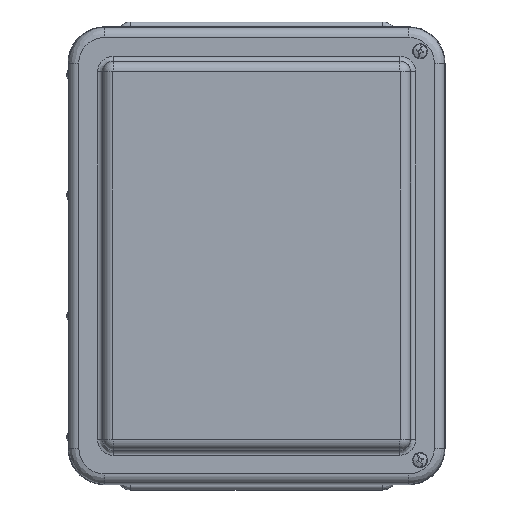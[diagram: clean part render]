
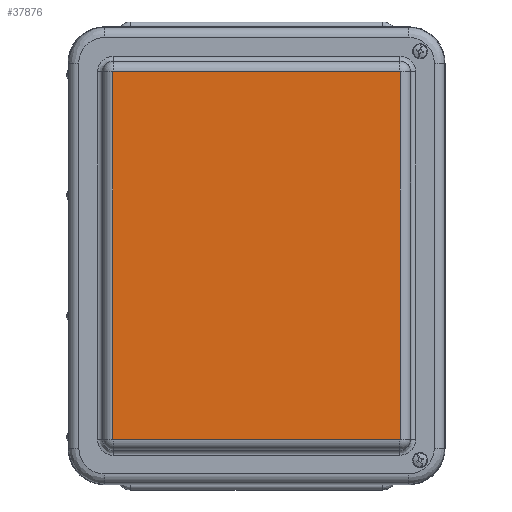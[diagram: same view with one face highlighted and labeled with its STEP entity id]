
A CAD part, top view. The second image highlights one B-rep face of the part: STEP entity #37876.
In plain terms, the highlighted planar face has unit normal (0, 0, 1).
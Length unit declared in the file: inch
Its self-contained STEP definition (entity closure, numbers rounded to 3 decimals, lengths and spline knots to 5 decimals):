
#138 = LINE ( 'NONE', #21182, #5999 ) ;
#144 = EDGE_CURVE ( 'NONE', #32325, #12534, #4586, .T. ) ;
#1040 = EDGE_CURVE ( 'NONE', #2635, #19338, #22873, .T. ) ;
#1155 = VERTEX_POINT ( 'NONE', #21618 ) ;
#1817 = DIRECTION ( 'NONE',  ( 0., -1., 0. ) ) ;
#2171 = EDGE_CURVE ( 'NONE', #36490, #37557, #35588, .T. ) ;
#2184 = FACE_OUTER_BOUND ( 'NONE', #24946, .T. ) ;
#2201 = DIRECTION ( 'NONE',  ( 0., 1., 0. ) ) ;
#2635 = VERTEX_POINT ( 'NONE', #13160 ) ;
#3316 = VECTOR ( 'NONE', #38275, 39.37008 ) ;
#4586 = B_SPLINE_CURVE_WITH_KNOTS ( 'NONE', 3,
 ( #26877, #35552, #16945, #29764, #26499, #11069 ),
 .UNSPECIFIED., .F., .F.,
 ( 4, 2, 4 ),
 ( 0., 0.5, 1. ),
 .UNSPECIFIED. ) ;
#4704 = ORIENTED_EDGE ( 'NONE', *, *, #24172, .T. ) ;
#4965 = CARTESIAN_POINT ( 'NONE',  ( -3.56628, 0., 1.04881 ) ) ;
#5999 = VECTOR ( 'NONE', #24233, 39.37008 ) ;
#6957 = CARTESIAN_POINT ( 'NONE',  ( -3.56628, 4.5697, 1.04881 ) ) ;
#7093 = CARTESIAN_POINT ( 'NONE',  ( -3.56314, 4.57283, 1.04881 ) ) ;
#7635 = ORIENTED_EDGE ( 'NONE', *, *, #32631, .T. ) ;
#10464 = ORIENTED_EDGE ( 'NONE', *, *, #1040, .T. ) ;
#11069 = CARTESIAN_POINT ( 'NONE',  ( 3.56304, 4.57283, 1.04881 ) ) ;
#11848 = CARTESIAN_POINT ( 'NONE',  ( 3.56423, -4.57283, 1.04881 ) ) ;
#12534 = VERTEX_POINT ( 'NONE', #39836 ) ;
#13160 = CARTESIAN_POINT ( 'NONE',  ( -3.56628, -4.5685, 1.04881 ) ) ;
#13342 = CARTESIAN_POINT ( 'NONE',  ( -3.56628, 4.5685, 1.04881 ) ) ;
#14104 = ORIENTED_EDGE ( 'NONE', *, *, #144, .T. ) ;
#14513 = ORIENTED_EDGE ( 'NONE', *, *, #18942, .T. ) ;
#15371 = CARTESIAN_POINT ( 'NONE',  ( -3.56196, -4.57283, 1.04881 ) ) ;
#15506 = CARTESIAN_POINT ( 'NONE',  ( -3.56585, -4.57071, 1.04881 ) ) ;
#16945 = CARTESIAN_POINT ( 'NONE',  ( 3.56694, 4.57071, 1.04881 ) ) ;
#18066 = VERTEX_POINT ( 'NONE', #31861 ) ;
#18170 = B_SPLINE_CURVE_WITH_KNOTS ( 'NONE', 3,
 ( #39721, #11848, #30268, #27265, #33327, #21103 ),
 .UNSPECIFIED., .F., .F.,
 ( 4, 2, 4 ),
 ( 0., 0.5, 1. ),
 .UNSPECIFIED. ) ;
#18942 = EDGE_CURVE ( 'NONE', #12534, #36490, #138, .T. ) ;
#19338 = VERTEX_POINT ( 'NONE', #38557 ) ;
#19801 = AXIS2_PLACEMENT_3D ( 'NONE', #24760, #21985, #21857 ) ;
#21103 = CARTESIAN_POINT ( 'NONE',  ( 3.56737, -4.5685, 1.04881 ) ) ;
#21182 = CARTESIAN_POINT ( 'NONE',  ( 0.00054, 4.57283, 1.04881 ) ) ;
#21618 = CARTESIAN_POINT ( 'NONE',  ( 3.56304, -4.57283, 1.04881 ) ) ;
#21857 = DIRECTION ( 'NONE',  ( 1., 0., 0. ) ) ;
#21985 = DIRECTION ( 'NONE',  ( 0., 0., 1. ) ) ;
#22355 = EDGE_CURVE ( 'NONE', #19338, #1155, #28200, .T. ) ;
#22695 = CARTESIAN_POINT ( 'NONE',  ( 0.00054, -4.57283, 1.04881 ) ) ;
#22821 = ORIENTED_EDGE ( 'NONE', *, *, #2171, .T. ) ;
#22873 = B_SPLINE_CURVE_WITH_KNOTS ( 'NONE', 3,
 ( #28321, #40357, #15506, #24924, #37237, #15371 ),
 .UNSPECIFIED., .F., .F.,
 ( 4, 2, 4 ),
 ( 0., 0.5, 1. ),
 .UNSPECIFIED. ) ;
#23074 = CARTESIAN_POINT ( 'NONE',  ( 3.56737, 4.5685, 1.04881 ) ) ;
#24172 = EDGE_CURVE ( 'NONE', #18066, #32325, #25026, .T. ) ;
#24233 = DIRECTION ( 'NONE',  ( -1., 0., 0. ) ) ;
#24331 = ORIENTED_EDGE ( 'NONE', *, *, #22355, .T. ) ;
#24760 = CARTESIAN_POINT ( 'NONE',  ( 0.00054, 0., 1.04881 ) ) ;
#24924 = CARTESIAN_POINT ( 'NONE',  ( -3.56418, -4.5724, 1.04881 ) ) ;
#24946 = EDGE_LOOP ( 'NONE', ( #10464, #24331, #7635, #4704, #14104, #14513, #22821, #30609 ) ) ;
#25026 = LINE ( 'NONE', #33086, #31336 ) ;
#25754 = LINE ( 'NONE', #4965, #26720 ) ;
#26499 = CARTESIAN_POINT ( 'NONE',  ( 3.56424, 4.57283, 1.04881 ) ) ;
#26513 = CARTESIAN_POINT ( 'NONE',  ( -3.56196, 4.57283, 1.04881 ) ) ;
#26720 = VECTOR ( 'NONE', #1817, 39.37008 ) ;
#26877 = CARTESIAN_POINT ( 'NONE',  ( 3.56737, 4.5685, 1.04881 ) ) ;
#27265 = CARTESIAN_POINT ( 'NONE',  ( 3.56694, -4.57072, 1.04881 ) ) ;
#28200 = LINE ( 'NONE', #22695, #3316 ) ;
#28321 = CARTESIAN_POINT ( 'NONE',  ( -3.56628, -4.5685, 1.04881 ) ) ;
#28898 = CARTESIAN_POINT ( 'NONE',  ( -3.56586, 4.57072, 1.04881 ) ) ;
#29764 = CARTESIAN_POINT ( 'NONE',  ( 3.56526, 4.5724, 1.04881 ) ) ;
#30268 = CARTESIAN_POINT ( 'NONE',  ( 3.56526, -4.5724, 1.04881 ) ) ;
#30609 = ORIENTED_EDGE ( 'NONE', *, *, #38656, .T. ) ;
#31336 = VECTOR ( 'NONE', #2201, 39.37008 ) ;
#31861 = CARTESIAN_POINT ( 'NONE',  ( 3.56737, -4.5685, 1.04881 ) ) ;
#31998 = CARTESIAN_POINT ( 'NONE',  ( -3.56196, 4.57283, 1.04881 ) ) ;
#32325 = VERTEX_POINT ( 'NONE', #23074 ) ;
#32631 = EDGE_CURVE ( 'NONE', #1155, #18066, #18170, .T. ) ;
#33086 = CARTESIAN_POINT ( 'NONE',  ( 3.56737, 0., 1.04881 ) ) ;
#33327 = CARTESIAN_POINT ( 'NONE',  ( 3.56737, -4.5697, 1.04881 ) ) ;
#34213 = PLANE ( 'NONE',  #19801 ) ;
#35108 = CARTESIAN_POINT ( 'NONE',  ( -3.56417, 4.5724, 1.04881 ) ) ;
#35552 = CARTESIAN_POINT ( 'NONE',  ( 3.56737, 4.56969, 1.04881 ) ) ;
#35588 = B_SPLINE_CURVE_WITH_KNOTS ( 'NONE', 3,
 ( #31998, #7093, #35108, #28898, #6957, #13342 ),
 .UNSPECIFIED., .F., .F.,
 ( 4, 2, 4 ),
 ( 0., 0.5, 1. ),
 .UNSPECIFIED. ) ;
#35602 = CARTESIAN_POINT ( 'NONE',  ( -3.56628, 4.5685, 1.04881 ) ) ;
#36490 = VERTEX_POINT ( 'NONE', #26513 ) ;
#37237 = CARTESIAN_POINT ( 'NONE',  ( -3.56316, -4.57283, 1.04881 ) ) ;
#37557 = VERTEX_POINT ( 'NONE', #35602 ) ;
#37876 = ADVANCED_FACE ( 'NONE', ( #2184 ), #34213, .T. ) ;
#38275 = DIRECTION ( 'NONE',  ( 1., 0., 0. ) ) ;
#38557 = CARTESIAN_POINT ( 'NONE',  ( -3.56196, -4.57283, 1.04881 ) ) ;
#38656 = EDGE_CURVE ( 'NONE', #37557, #2635, #25754, .T. ) ;
#39721 = CARTESIAN_POINT ( 'NONE',  ( 3.56304, -4.57283, 1.04881 ) ) ;
#39836 = CARTESIAN_POINT ( 'NONE',  ( 3.56304, 4.57283, 1.04881 ) ) ;
#40357 = CARTESIAN_POINT ( 'NONE',  ( -3.56628, -4.56969, 1.04881 ) ) ;
